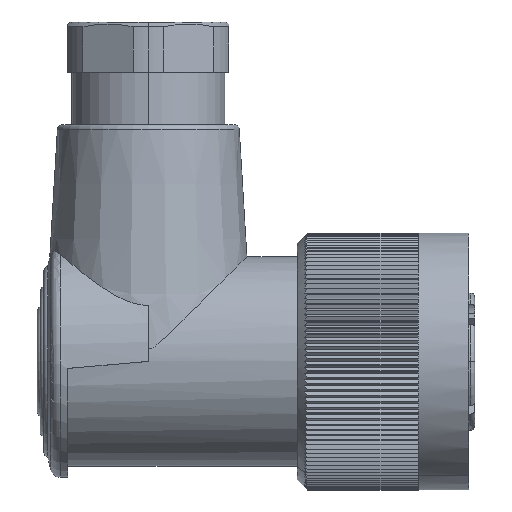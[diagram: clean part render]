
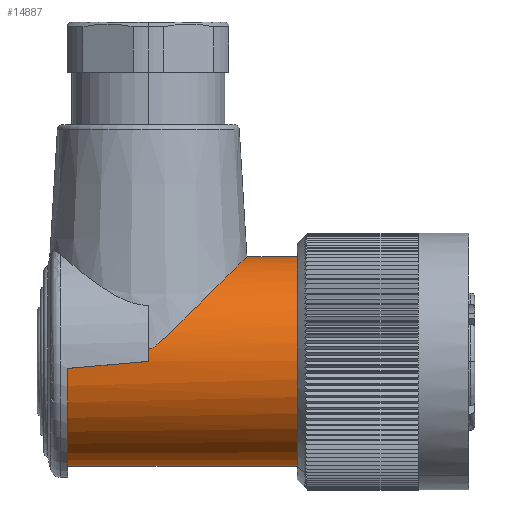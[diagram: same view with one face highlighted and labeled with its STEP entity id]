
A CAD part, top view. The second image highlights one B-rep face of the part: STEP entity #14887.
In plain terms, the highlighted cylindrical face has radius 10.4 mm (diameter 20.8 mm), a partial arc.
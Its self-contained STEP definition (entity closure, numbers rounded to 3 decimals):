
#910=DIRECTION('',(1.,0.,0.));
#911=VECTOR('',#910,5.02);
#912=CARTESIAN_POINT('',(2.78,10.4,0.));
#913=LINE('',#912,#911);
#958=DIRECTION('',(-1.,0.,0.));
#959=VECTOR('',#958,22.8);
#960=CARTESIAN_POINT('',(7.8,-10.4,0.));
#961=LINE('',#960,#959);
#965=CARTESIAN_POINT('',(2.78,10.4,0.));
#966=CARTESIAN_POINT('',(2.781,10.4,0.431));
#967=CARTESIAN_POINT('',(2.724,10.347,1.306));
#968=CARTESIAN_POINT('',(2.459,10.086,2.662));
#969=CARTESIAN_POINT('',(2.023,9.647,3.962));
#970=CARTESIAN_POINT('',(1.457,9.08,5.12));
#971=CARTESIAN_POINT('',(0.812,8.44,6.11));
#972=CARTESIAN_POINT('',(0.155,7.787,6.916));
#973=CARTESIAN_POINT('',(-0.495,7.14,7.578));
#974=CARTESIAN_POINT('',(-1.119,6.52,8.115));
#975=CARTESIAN_POINT('',(-1.709,5.934,8.55));
#976=CARTESIAN_POINT('',(-2.259,5.39,8.901));
#977=CARTESIAN_POINT('',(-2.765,4.89,9.184));
#978=CARTESIAN_POINT('',(-3.231,4.43,9.413));
#979=CARTESIAN_POINT('',(-3.657,4.01,9.599));
#980=CARTESIAN_POINT('',(-4.049,3.626,9.75));
#981=CARTESIAN_POINT('',(-4.411,3.274,9.873));
#982=CARTESIAN_POINT('',(-4.747,2.949,9.975));
#983=CARTESIAN_POINT('',(-5.061,2.648,10.059));
#984=CARTESIAN_POINT('',(-5.358,2.367,10.128));
#985=CARTESIAN_POINT('',(-5.646,2.1,10.187));
#986=CARTESIAN_POINT('',(-5.924,1.856,10.234));
#987=CARTESIAN_POINT('',(-6.198,1.618,10.274));
#988=CARTESIAN_POINT('',(-6.462,1.406,10.305));
#989=CARTESIAN_POINT('',(-6.74,1.263,10.323));
#990=CARTESIAN_POINT('',(-6.914,1.234,10.327));
#991=CARTESIAN_POINT('',(-7.,1.235,10.326));
#1012=CARTESIAN_POINT('',(7.8,0.,0.));
#1013=DIRECTION('',(1.,0.,0.));
#1014=DIRECTION('',(0.,0.,1.));
#1015=AXIS2_PLACEMENT_3D('',#1012,#1013,#1014);
#1020=CARTESIAN_POINT('',(7.8,0.,0.));
#1021=DIRECTION('',(1.,0.,0.));
#1022=DIRECTION('',(0.,1.,0.));
#1023=AXIS2_PLACEMENT_3D('',#1020,#1021,#1022);
#11777=CARTESIAN_POINT('',(-15.,0.,0.));
#11778=DIRECTION('',(-1.,0.,0.));
#11779=DIRECTION('',(0.,-1.,0.));
#11780=AXIS2_PLACEMENT_3D('',#11777,#11778,#11779);
#11801=CARTESIAN_POINT('',(-15.,-0.7,10.376));
#11802=CARTESIAN_POINT('',(-12.333,-0.467,
10.392));
#11803=CARTESIAN_POINT('',(-9.667,-0.233,10.4));
#11804=CARTESIAN_POINT('',(-7.,0.,10.4));
#11839=CARTESIAN_POINT('',(-7.,0.,0.));
#11840=DIRECTION('',(-1.,0.,0.));
#11841=DIRECTION('',(0.,0.,1.));
#11842=AXIS2_PLACEMENT_3D('',#11839,#11840,#11841);
#13137=CARTESIAN_POINT('',(2.78,10.4,0.));
#13138=VERTEX_POINT('',#13137);
#13142=CARTESIAN_POINT('',(7.8,10.4,0.));
#13143=VERTEX_POINT('',#13142);
#13144=CARTESIAN_POINT('',(7.8,-10.4,0.));
#13146=VERTEX_POINT('',#13144);
#13148=CARTESIAN_POINT('',(-15.,-10.4,0.));
#13149=VERTEX_POINT('',#13148);
#13190=CARTESIAN_POINT('',(-7.,0.,10.4));
#13191=VERTEX_POINT('',#13190);
#13192=CARTESIAN_POINT('',(-7.,1.235,10.326));
#13193=VERTEX_POINT('',#13192);
#13199=VERTEX_POINT('',#11801);
#13200=CARTESIAN_POINT('',(7.8,0.,10.4));
#13201=VERTEX_POINT('',#13200);
#14867=CARTESIAN_POINT('',(2.,0.,0.));
#14868=DIRECTION('',(1.,0.,0.));
#14869=DIRECTION('',(0.,1.,0.));
#14870=AXIS2_PLACEMENT_3D('',#14867,#14868,#14869);
#14871=CYLINDRICAL_SURFACE('',#14870,10.4);
#14872=ORIENTED_EDGE('',*,*,#14850,.T.);
#14874=ORIENTED_EDGE('',*,*,#14873,.T.);
#14876=ORIENTED_EDGE('',*,*,#14875,.T.);
#14877=ORIENTED_EDGE('',*,*,#14858,.T.);
#14879=ORIENTED_EDGE('',*,*,#14878,.T.);
#14881=ORIENTED_EDGE('',*,*,#14880,.T.);
#14883=ORIENTED_EDGE('',*,*,#14882,.T.);
#14884=ORIENTED_EDGE('',*,*,#14802,.F.);
#14885=EDGE_LOOP('',(#14872,#14874,#14876,#14877,#14879,#14881,#14883,#14884));
#14886=FACE_OUTER_BOUND('',#14885,.F.);
#14887=ADVANCED_FACE('',(#14886),#14871,.T.);
#992=B_SPLINE_CURVE_WITH_KNOTS('',3,(#965,#966,#967,#968,#969,#970,#971,#972,
#973,#974,#975,#976,#977,#978,#979,#980,#981,#982,#983,#984,#985,#986,#987,#988,
#989,#990,#991),.UNSPECIFIED.,.F.,.F.,(4,1,1,1,1,1,1,1,1,1,1,1,1,1,1,1,1,1,1,1,
1,1,1,1,4),(0.,0.042,0.083,0.125,0.167,
0.208,0.25,0.292,0.333,0.375,
0.417,0.458,0.5,0.542,0.583,
0.625,0.667,0.708,0.75,0.792,
0.833,0.875,0.917,0.958,1.),
.UNSPECIFIED.);
#1016=CIRCLE('',#1015,10.4);
#1024=CIRCLE('',#1023,10.4);
#11781=CIRCLE('',#11780,10.4);
#11805=B_SPLINE_CURVE_WITH_KNOTS('',3,(#11801,#11802,#11803,#11804),
.UNSPECIFIED.,.F.,.F.,(4,4),(0.,1.),.UNSPECIFIED.);
#11843=CIRCLE('',#11842,10.4);
#14802=EDGE_CURVE('',#13138,#13193,#992,.T.);
#14850=EDGE_CURVE('',#13138,#13143,#913,.T.);
#14858=EDGE_CURVE('',#13146,#13149,#961,.T.);
#14873=EDGE_CURVE('',#13143,#13201,#1024,.T.);
#14875=EDGE_CURVE('',#13201,#13146,#1016,.T.);
#14878=EDGE_CURVE('',#13149,#13199,#11781,.T.);
#14880=EDGE_CURVE('',#13199,#13191,#11805,.T.);
#14882=EDGE_CURVE('',#13191,#13193,#11843,.T.);
